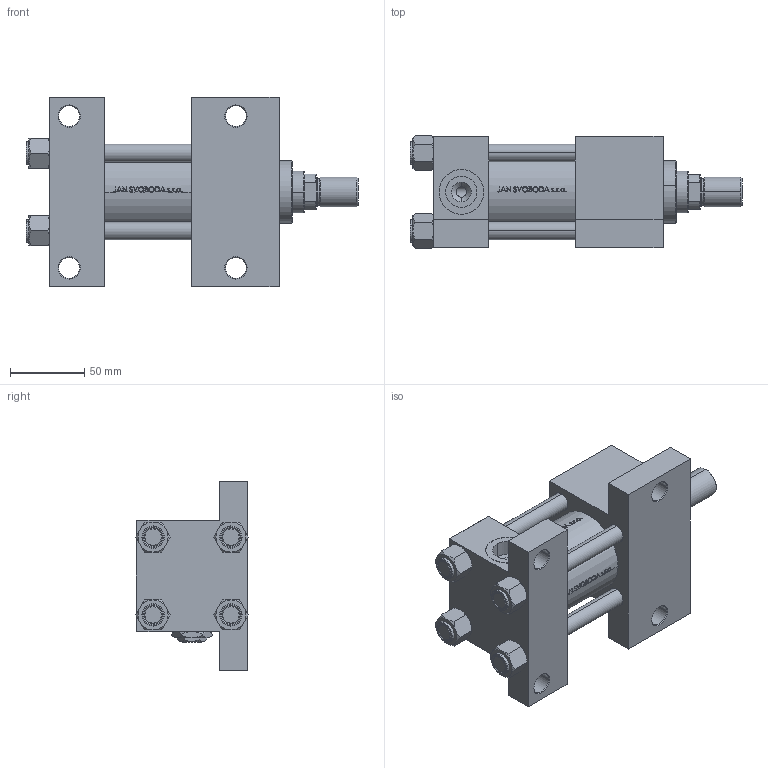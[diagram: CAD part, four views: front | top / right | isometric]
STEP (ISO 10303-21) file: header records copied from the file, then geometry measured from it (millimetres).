
FILE_DESCRIPTION (( 'STEP AP203' ), '1' );
FILE_NAME ('44e8.STEP', '2022-06-13T12:22:39', ( '' ), ( '' ), 'SwSTEP 2.0', 'SolidWorks 2019', '' );
FILE_SCHEMA (( 'CONFIG_CONTROL_DESIGN' ));
Length unit declared in the file: millimetre
Products named in the file (8): 44e8; V215CD_VC_G a4a6f4fe382338ad6ea6d715d15b50d0; V215CD_VCP_G a4a6f4fe382338ad6ea6d715d15b50d0; Zatka_pro_OIL_PORT a4a6f4fe382338ad6ea6d715d15b50d0; V215CD_G_TYCINKA a4a6f4fe382338ad6ea6d715d15b50d0; V215CD_G_Body a4a6f4fe382338ad6ea6d715d15b50d0; V215CD_NUT_M5_G a4a6f4fe382338ad6ea6d715d15b50d0; ROD_END_AH a4a6f4fe382338ad6ea6d715d15b50d0
Assembly tree (13 placements, depth 2):
  44e8
    V215CD_G_Body a4a6f4fe382338ad6ea6d715d15b50d0
    V215CD_VC_G a4a6f4fe382338ad6ea6d715d15b50d0
    V215CD_VCP_G a4a6f4fe382338ad6ea6d715d15b50d0
    V215CD_G_TYCINKA a4a6f4fe382338ad6ea6d715d15b50d0  x4
    V215CD_NUT_M5_G a4a6f4fe382338ad6ea6d715d15b50d0  x4
    ROD_END_AH a4a6f4fe382338ad6ea6d715d15b50d0
    Zatka_pro_OIL_PORT a4a6f4fe382338ad6ea6d715d15b50d0
Bounding box: 223 x 75.54 x 127 mm (x, y, z)
Volume: 774875.8 mm3; surface area: 167088.2 mm2
Topology: 13 solids, 13 shells, 1143 faces, 2868 edges, 1837 vertices
Faces by surface type: plane 456, bspline 380, cone 168, cylinder 129, torus 10
Entity records: 49308 total; most frequent: CARTESIAN_POINT 26377, ORIENTED_EDGE 5228, DIRECTION 3270, EDGE_CURVE 2614, VERTEX_POINT 1693, LINE 1334, VECTOR 1334, EDGE_LOOP 1129
